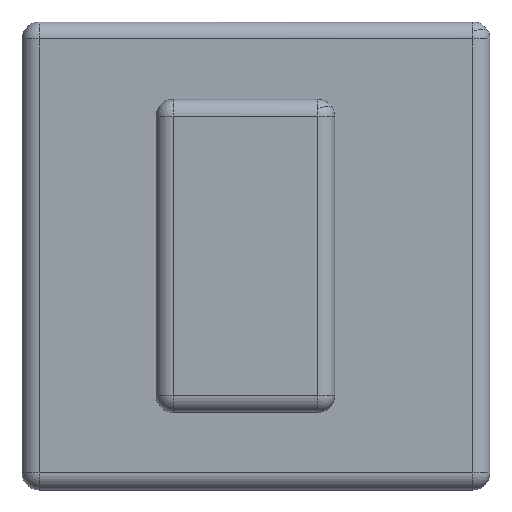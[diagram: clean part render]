
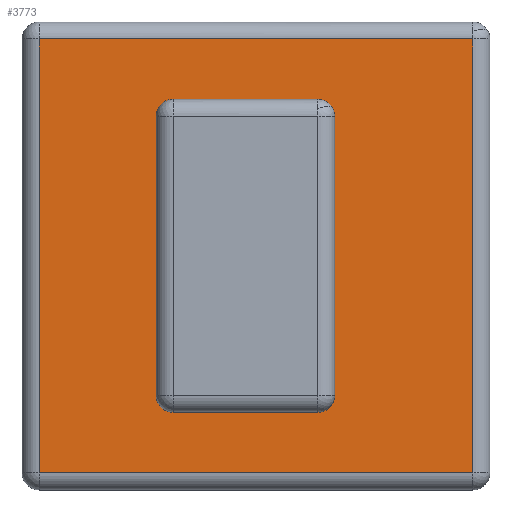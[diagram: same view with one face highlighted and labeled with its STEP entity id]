
A CAD part, top view. The second image highlights one B-rep face of the part: STEP entity #3773.
In plain terms, the highlighted planar face has unit normal (0, 0, 1).
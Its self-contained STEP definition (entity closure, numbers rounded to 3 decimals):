
#3360=CARTESIAN_POINT('',(25.5,-25.5,9.5));
#3361=VERTEX_POINT('',#3360);
#3386=CARTESIAN_POINT('',(-25.5,-25.5,9.5));
#3387=VERTEX_POINT('',#3386);
#3420=CARTESIAN_POINT('',(25.5,25.5,9.5));
#3421=VERTEX_POINT('',#3420);
#3456=CARTESIAN_POINT('',(-25.5,25.5,9.5));
#3457=VERTEX_POINT('',#3456);
#3498=CARTESIAN_POINT('',(-25.5,25.5,9.5));
#3499=DIRECTION('',(1.0,0.0,0.0));
#3500=VECTOR('',#3499,51.);
#3501=LINE('',#3498,#3500);
#3502=EDGE_CURVE('',#3457,#3421,#3501,.T.);
#3552=CARTESIAN_POINT('',(-25.5,-25.5,9.5));
#3553=DIRECTION('',(0.0,1.0,0.0));
#3554=VECTOR('',#3553,51.0);
#3555=LINE('',#3552,#3554);
#3556=EDGE_CURVE('',#3387,#3457,#3555,.T.);
#3607=CARTESIAN_POINT('',(25.5,25.5,9.5));
#3608=DIRECTION('',(0.0,-1.0,0.0));
#3609=VECTOR('',#3608,51.0);
#3610=LINE('',#3607,#3609);
#3611=EDGE_CURVE('',#3421,#3361,#3610,.T.);
#3661=CARTESIAN_POINT('',(25.5,-25.5,9.5));
#3662=DIRECTION('',(-1.0,0.0,0.0));
#3663=VECTOR('',#3662,51.);
#3664=LINE('',#3661,#3663);
#3665=EDGE_CURVE('',#3361,#3387,#3664,.T.);
#3762=CARTESIAN_POINT('',(0.0,0.0,9.5));
#3763=DIRECTION('',(0.0,0.0,1.0));
#3764=DIRECTION('',(-1.0,0.0,0.0));
#3765=AXIS2_PLACEMENT_3D('',#3762,#3763,#3764);
#3766=PLANE('',#3765);
#3767=ORIENTED_EDGE('',*,*,#3502,.F.);
#3768=ORIENTED_EDGE('',*,*,#3556,.F.);
#3769=ORIENTED_EDGE('',*,*,#3665,.F.);
#3770=ORIENTED_EDGE('',*,*,#3611,.F.);
#3771=EDGE_LOOP('',(#3767,#3768,#3769,#3770));
#3772=FACE_OUTER_BOUND('',#3771,.T.);
#3773=ADVANCED_FACE('',(#3772),#3766,.T.);
